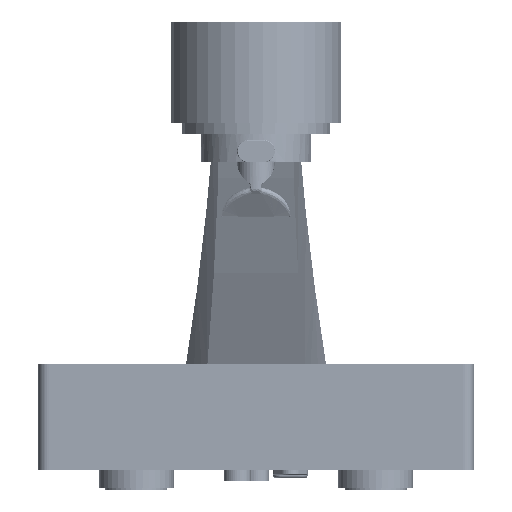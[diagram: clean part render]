
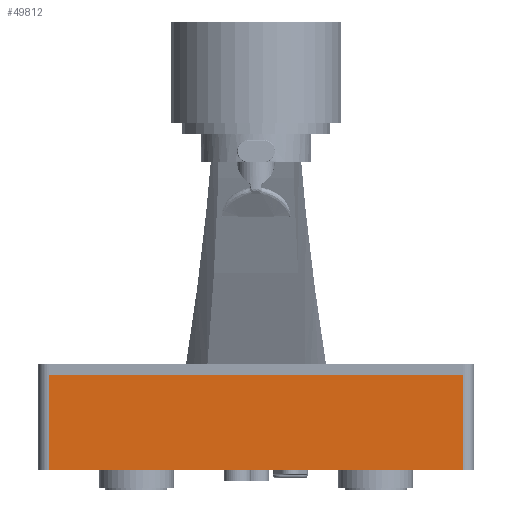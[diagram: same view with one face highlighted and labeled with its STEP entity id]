
A CAD part, front view. The second image highlights one B-rep face of the part: STEP entity #49812.
In plain terms, the highlighted planar face has unit normal (0, -1, 0).
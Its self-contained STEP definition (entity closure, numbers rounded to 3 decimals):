
#5532=LINE('',#78864,#7620);
#5548=LINE('',#78945,#7636);
#5626=LINE('',#79189,#7714);
#5627=LINE('',#79190,#7715);
#7620=VECTOR('',#61010,10.);
#7636=VECTOR('',#61078,10.);
#7714=VECTOR('',#61264,10.);
#7715=VECTOR('',#61265,10.);
#10717=FACE_OUTER_BOUND('',#13575,.T.);
#13575=EDGE_LOOP('',(#35041,#35042,#35043,#35044));
#22693=VERTEX_POINT('',#78861);
#22694=VERTEX_POINT('',#78863);
#22732=VERTEX_POINT('',#78943);
#22733=VERTEX_POINT('',#78944);
#27351=EDGE_CURVE('',#22693,#22694,#5532,.T.);
#27390=EDGE_CURVE('',#22732,#22733,#5548,.T.);
#27508=EDGE_CURVE('',#22694,#22732,#5626,.T.);
#27509=EDGE_CURVE('',#22693,#22733,#5627,.T.);
#35041=ORIENTED_EDGE('',*,*,#27508,.F.);
#35042=ORIENTED_EDGE('',*,*,#27351,.F.);
#35043=ORIENTED_EDGE('',*,*,#27509,.T.);
#35044=ORIENTED_EDGE('',*,*,#27390,.F.);
#49244=PLANE('',#52980);
#49812=ADVANCED_FACE('',(#10717),#49244,.T.);
#52980=AXIS2_PLACEMENT_3D('',#79188,#61262,#61263);
#61010=DIRECTION('',(-1.,0.,0.));
#61078=DIRECTION('',(1.,0.,0.));
#61262=DIRECTION('center_axis',(0.,-1.,0.));
#61263=DIRECTION('ref_axis',(1.,0.,0.));
#61264=DIRECTION('',(0.,0.,1.));
#61265=DIRECTION('',(0.,0.,1.));
#78861=CARTESIAN_POINT('',(116.807,-154.131,-27.001));
#78863=CARTESIAN_POINT('',(-149.193,-154.131,-27.001));
#78864=CARTESIAN_POINT('',(116.807,-154.131,-27.001));
#78943=CARTESIAN_POINT('',(-149.193,-154.131,33.999));
#78944=CARTESIAN_POINT('',(116.807,-154.131,33.999));
#78945=CARTESIAN_POINT('',(116.807,-154.131,33.999));
#79188=CARTESIAN_POINT('Origin',(-149.193,-154.131,-27.001));
#79189=CARTESIAN_POINT('',(-149.193,-154.131,-27.001));
#79190=CARTESIAN_POINT('',(116.807,-154.131,-27.001));
